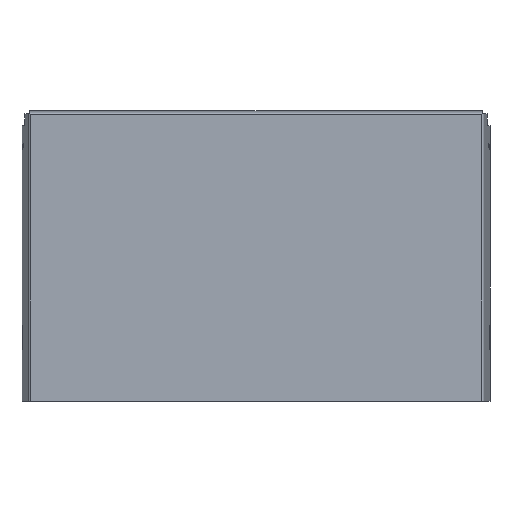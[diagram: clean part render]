
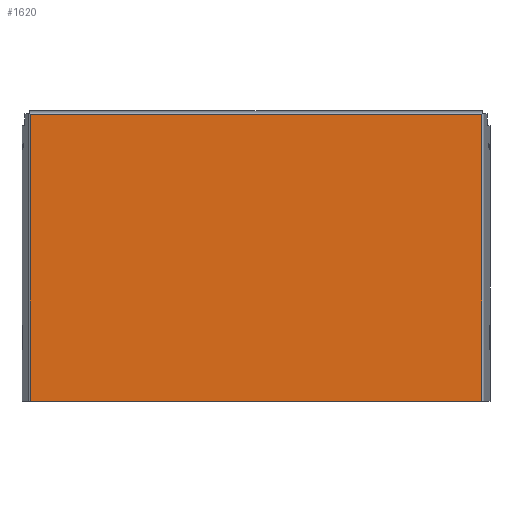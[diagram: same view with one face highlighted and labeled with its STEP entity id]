
A CAD part, front view. The second image highlights one B-rep face of the part: STEP entity #1620.
In plain terms, the highlighted planar face has unit normal (0, -1, 0).
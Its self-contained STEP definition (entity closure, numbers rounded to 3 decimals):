
#65=DIRECTION('',(1.,0.,0.));
#66=VECTOR('',#65,114.067);
#67=CARTESIAN_POINT('',(-57.034,0.,36.017));
#68=LINE('',#67,#66);
#466=DIRECTION('',(0.,0.,1.));
#467=VECTOR('',#466,72.517);
#468=CARTESIAN_POINT('',(-57.034,0.,-36.5));
#469=LINE('',#468,#467);
#474=DIRECTION('',(1.,0.,0.));
#475=VECTOR('',#474,114.067);
#476=CARTESIAN_POINT('',(-57.034,0.,-36.5));
#477=LINE('',#476,#475);
#482=DIRECTION('',(0.,0.,-1.));
#483=VECTOR('',#482,72.517);
#484=CARTESIAN_POINT('',(57.034,0.,36.017));
#485=LINE('',#484,#483);
#1006=CARTESIAN_POINT('',(57.034,0.,36.017));
#1007=CARTESIAN_POINT('',(57.034,0.,-36.5));
#1008=VERTEX_POINT('',#1006);
#1009=VERTEX_POINT('',#1007);
#1080=CARTESIAN_POINT('',(-57.034,0.,36.017));
#1081=VERTEX_POINT('',#1080);
#1094=CARTESIAN_POINT('',(-57.034,0.,-36.5));
#1095=VERTEX_POINT('',#1094);
#1607=CARTESIAN_POINT('',(0.,0.,0.));
#1608=DIRECTION('',(0.,1.,0.));
#1609=DIRECTION('',(0.,0.,1.));
#1610=AXIS2_PLACEMENT_3D('',#1607,#1608,#1609);
#1611=PLANE('',#1610);
#1612=ORIENTED_EDGE('',*,*,#1205,.T.);
#1614=ORIENTED_EDGE('',*,*,#1613,.T.);
#1616=ORIENTED_EDGE('',*,*,#1615,.F.);
#1617=ORIENTED_EDGE('',*,*,#1599,.T.);
#1618=EDGE_LOOP('',(#1612,#1614,#1616,#1617));
#1619=FACE_OUTER_BOUND('',#1618,.F.);
#1205=EDGE_CURVE('',#1081,#1008,#68,.T.);
#1599=EDGE_CURVE('',#1095,#1081,#469,.T.);
#1613=EDGE_CURVE('',#1008,#1009,#485,.T.);
#1615=EDGE_CURVE('',#1095,#1009,#477,.T.);
#1620=ADVANCED_FACE('',(#1619),#1611,.F.);
